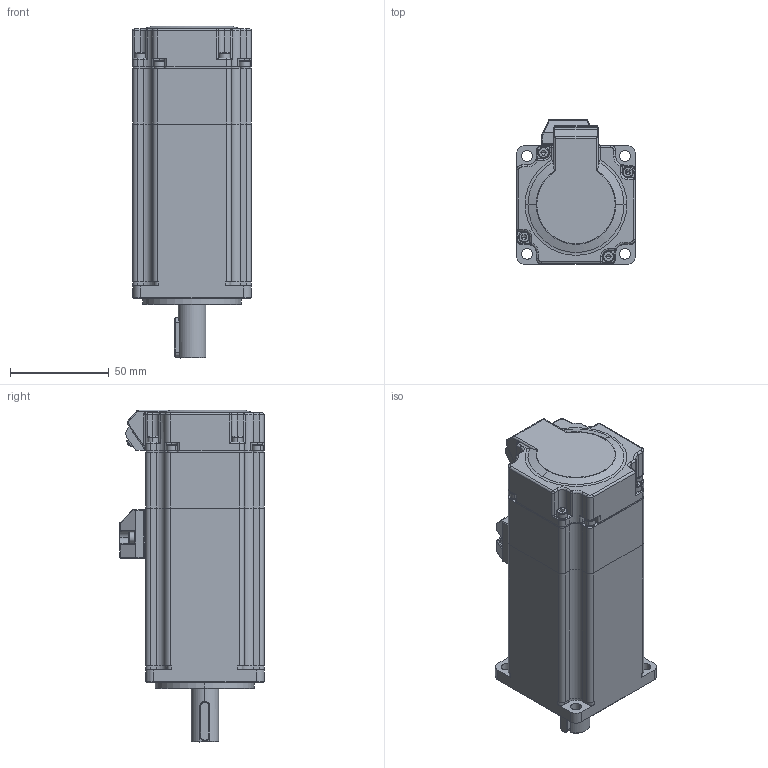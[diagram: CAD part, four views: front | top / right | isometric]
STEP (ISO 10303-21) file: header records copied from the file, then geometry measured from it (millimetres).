
FILE_DESCRIPTION (( 'STEP AP203' ), '1' );
FILE_NAME ('WB60ST-Z1M01930 珨极儂褲.STEP', '2024-07-15T07:44:56', ( '' ), ( '' ), 'SwSTEP 2.0', 'SolidWorks 2018', '' );
FILE_SCHEMA (( 'CONFIG_CONTROL_DESIGN' ));
Length unit declared in the file: millimetre
Products named in the file (1): WB60ST-Z1M01930 珨极儂褲
Bounding box: 60 x 73 x 168 mm (x, y, z)
Volume: 161581.8 mm3; surface area: 103733.9 mm2
Topology: 25 solids, 25 shells, 1241 faces, 3054 edges, 1895 vertices
Faces by surface type: cylinder 514, plane 472, cone 125, torus 104, sphere 18, bspline 8
Entity records: 37226 total; most frequent: CARTESIAN_POINT 7099, DIRECTION 6745, ORIENTED_EDGE 6012, EDGE_CURVE 3006, AXIS2_PLACEMENT_3D 2629, VERTEX_POINT 1895, LINE 1487, VECTOR 1487
